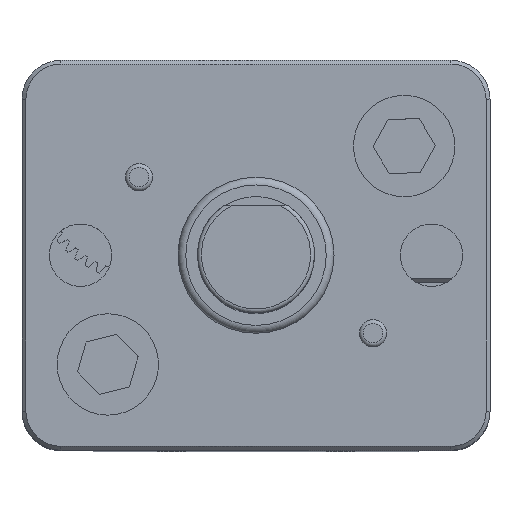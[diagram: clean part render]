
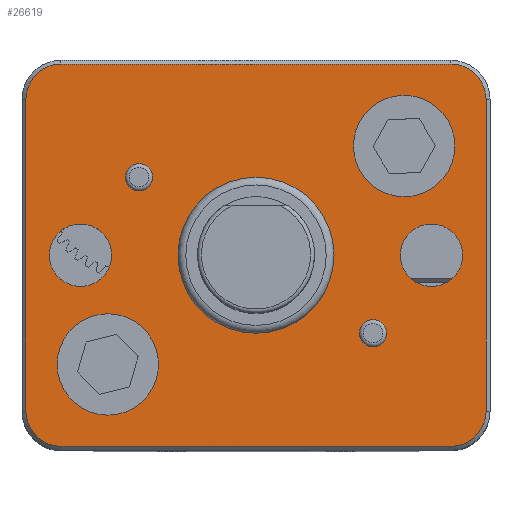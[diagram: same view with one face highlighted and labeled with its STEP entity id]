
A CAD part, top view. The second image highlights one B-rep face of the part: STEP entity #26619.
In plain terms, the highlighted planar face has unit normal (0, 0, 1).
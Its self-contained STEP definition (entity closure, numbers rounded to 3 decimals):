
#274=FACE_BOUND('',#5974,.T.);
#275=FACE_BOUND('',#5975,.T.);
#276=FACE_BOUND('',#5976,.T.);
#277=FACE_BOUND('',#5977,.T.);
#278=FACE_BOUND('',#5978,.T.);
#279=FACE_BOUND('',#5979,.T.);
#280=FACE_BOUND('',#5980,.T.);
#1823=CIRCLE('',#28552,0.9);
#1825=CIRCLE('',#28556,0.9);
#1826=CIRCLE('',#28559,0.9);
#1827=CIRCLE('',#28562,0.9);
#1828=CIRCLE('',#28567,1.3);
#1829=CIRCLE('',#28568,0.35);
#1830=CIRCLE('',#28569,0.35);
#1831=CIRCLE('',#28570,0.8);
#1832=CIRCLE('',#28571,0.8);
#1833=CIRCLE('',#28572,1.3);
#1834=CIRCLE('',#28573,2.);
#4449=FACE_OUTER_BOUND('',#5973,.T.);
#5973=EDGE_LOOP('',(#17981,#17982,#17983,#17984,#17985,#17986,#17987,#17988));
#5974=EDGE_LOOP('',(#17989));
#5975=EDGE_LOOP('',(#17990));
#5976=EDGE_LOOP('',(#17991));
#5977=EDGE_LOOP('',(#17992));
#5978=EDGE_LOOP('',(#17993));
#5979=EDGE_LOOP('',(#17994));
#5980=EDGE_LOOP('',(#17995));
#7558=LINE('',#42698,#9193);
#7562=LINE('',#42710,#9197);
#7566=LINE('',#42721,#9201);
#7570=LINE('',#42730,#9205);
#9193=VECTOR('',#32760,10.);
#9197=VECTOR('',#32772,10.);
#9201=VECTOR('',#32784,10.);
#9205=VECTOR('',#32794,10.);
#10832=VERTEX_POINT('',#42695);
#10833=VERTEX_POINT('',#42697);
#10835=VERTEX_POINT('',#42703);
#10837=VERTEX_POINT('',#42708);
#10839=VERTEX_POINT('',#42715);
#10840=VERTEX_POINT('',#42719);
#10841=VERTEX_POINT('',#42724);
#10842=VERTEX_POINT('',#42728);
#10843=VERTEX_POINT('',#42740);
#10844=VERTEX_POINT('',#42742);
#10845=VERTEX_POINT('',#42744);
#10846=VERTEX_POINT('',#42746);
#10847=VERTEX_POINT('',#42748);
#10848=VERTEX_POINT('',#42750);
#10849=VERTEX_POINT('',#42752);
#13658=EDGE_CURVE('',#10832,#10833,#7558,.T.);
#13662=EDGE_CURVE('',#10835,#10832,#1823,.T.);
#13664=EDGE_CURVE('',#10837,#10835,#7562,.T.);
#13668=EDGE_CURVE('',#10839,#10837,#1825,.T.);
#13670=EDGE_CURVE('',#10840,#10839,#7566,.T.);
#13673=EDGE_CURVE('',#10841,#10840,#1826,.T.);
#13675=EDGE_CURVE('',#10842,#10841,#7570,.T.);
#13676=EDGE_CURVE('',#10833,#10842,#1827,.T.);
#13680=EDGE_CURVE('',#10843,#10843,#1828,.T.);
#13681=EDGE_CURVE('',#10844,#10844,#1829,.T.);
#13682=EDGE_CURVE('',#10845,#10845,#1830,.T.);
#13683=EDGE_CURVE('',#10846,#10846,#1831,.T.);
#13684=EDGE_CURVE('',#10847,#10847,#1832,.T.);
#13685=EDGE_CURVE('',#10848,#10848,#1833,.T.);
#13686=EDGE_CURVE('',#10849,#10849,#1834,.T.);
#17981=ORIENTED_EDGE('',*,*,#13658,.F.);
#17982=ORIENTED_EDGE('',*,*,#13662,.F.);
#17983=ORIENTED_EDGE('',*,*,#13664,.F.);
#17984=ORIENTED_EDGE('',*,*,#13668,.F.);
#17985=ORIENTED_EDGE('',*,*,#13670,.F.);
#17986=ORIENTED_EDGE('',*,*,#13673,.F.);
#17987=ORIENTED_EDGE('',*,*,#13675,.F.);
#17988=ORIENTED_EDGE('',*,*,#13676,.F.);
#17989=ORIENTED_EDGE('',*,*,#13680,.F.);
#17990=ORIENTED_EDGE('',*,*,#13681,.T.);
#17991=ORIENTED_EDGE('',*,*,#13682,.T.);
#17992=ORIENTED_EDGE('',*,*,#13683,.T.);
#17993=ORIENTED_EDGE('',*,*,#13684,.T.);
#17994=ORIENTED_EDGE('',*,*,#13685,.F.);
#17995=ORIENTED_EDGE('',*,*,#13686,.T.);
#26400=PLANE('',#28566);
#26619=ADVANCED_FACE('',(#4449,#274,#275,#276,#277,#278,#279,#280),#26400,
 .T.);
#28552=AXIS2_PLACEMENT_3D('',#42705,#32767,#32768);
#28556=AXIS2_PLACEMENT_3D('',#42717,#32779,#32780);
#28559=AXIS2_PLACEMENT_3D('',#42726,#32789,#32790);
#28562=AXIS2_PLACEMENT_3D('',#42732,#32797,#32798);
#28566=AXIS2_PLACEMENT_3D('',#42739,#32808,#32809);
#28567=AXIS2_PLACEMENT_3D('',#42741,#32810,#32811);
#28568=AXIS2_PLACEMENT_3D('',#42743,#32812,#32813);
#28569=AXIS2_PLACEMENT_3D('',#42745,#32814,#32815);
#28570=AXIS2_PLACEMENT_3D('',#42747,#32816,#32817);
#28571=AXIS2_PLACEMENT_3D('',#42749,#32818,#32819);
#28572=AXIS2_PLACEMENT_3D('',#42751,#32820,#32821);
#28573=AXIS2_PLACEMENT_3D('',#42753,#32822,#32823);
#32760=DIRECTION('',(1.,0.,0.));
#32767=DIRECTION('center_axis',(0.,0.,-1.));
#32768=DIRECTION('ref_axis',(-0.707,0.707,0.));
#32772=DIRECTION('',(0.,1.,0.));
#32779=DIRECTION('center_axis',(0.,0.,-1.));
#32780=DIRECTION('ref_axis',(-0.707,-0.707,0.));
#32784=DIRECTION('',(-1.,0.,0.));
#32789=DIRECTION('center_axis',(0.,0.,-1.));
#32790=DIRECTION('ref_axis',(0.707,-0.707,0.));
#32794=DIRECTION('',(0.,-1.,0.));
#32797=DIRECTION('center_axis',(0.,0.,-1.));
#32798=DIRECTION('ref_axis',(0.707,0.707,0.));
#32808=DIRECTION('center_axis',(0.,0.,1.));
#32809=DIRECTION('ref_axis',(1.,0.,0.));
#32810=DIRECTION('center_axis',(0.,0.,1.));
#32811=DIRECTION('ref_axis',(-1.,0.,0.));
#32812=DIRECTION('center_axis',(0.,0.,-1.));
#32813=DIRECTION('ref_axis',(-1.,0.,0.));
#32814=DIRECTION('center_axis',(0.,0.,-1.));
#32815=DIRECTION('ref_axis',(-1.,0.,0.));
#32816=DIRECTION('center_axis',(0.,0.,-1.));
#32817=DIRECTION('ref_axis',(-1.,0.,0.));
#32818=DIRECTION('center_axis',(0.,0.,-1.));
#32819=DIRECTION('ref_axis',(-1.,0.,0.));
#32820=DIRECTION('center_axis',(0.,0.,1.));
#32821=DIRECTION('ref_axis',(-1.,0.,0.));
#32822=DIRECTION('center_axis',(0.,0.,-1.));
#32823=DIRECTION('ref_axis',(1.,0.,0.));
#42695=CARTESIAN_POINT('',(-5.,4.9,0.7));
#42697=CARTESIAN_POINT('',(5.,4.9,0.7));
#42698=CARTESIAN_POINT('',(3.,4.9,0.7));
#42703=CARTESIAN_POINT('',(-5.9,4.,0.7));
#42705=CARTESIAN_POINT('Origin',(-5.,4.,0.7));
#42708=CARTESIAN_POINT('',(-5.9,-4.,0.7));
#42710=CARTESIAN_POINT('',(-5.9,2.5,0.7));
#42715=CARTESIAN_POINT('',(-5.,-4.9,0.7));
#42717=CARTESIAN_POINT('Origin',(-5.,-4.,0.7));
#42719=CARTESIAN_POINT('',(5.,-4.9,0.7));
#42721=CARTESIAN_POINT('',(-3.,-4.9,0.7));
#42724=CARTESIAN_POINT('',(5.9,-4.,0.7));
#42726=CARTESIAN_POINT('Origin',(5.,-4.,0.7));
#42728=CARTESIAN_POINT('',(5.9,4.,0.7));
#42730=CARTESIAN_POINT('',(5.9,-2.5,0.7));
#42732=CARTESIAN_POINT('Origin',(5.,4.,0.7));
#42739=CARTESIAN_POINT('Origin',(0.,0.,0.7));
#42740=CARTESIAN_POINT('',(5.1,2.8,0.7));
#42741=CARTESIAN_POINT('Origin',(3.8,2.8,0.7));
#42742=CARTESIAN_POINT('',(3.35,-2.,0.7));
#42743=CARTESIAN_POINT('Origin',(3.,-2.,0.7));
#42744=CARTESIAN_POINT('',(-2.65,2.,0.7));
#42745=CARTESIAN_POINT('Origin',(-3.,2.,0.7));
#42746=CARTESIAN_POINT('',(5.3,0.,0.7));
#42747=CARTESIAN_POINT('Origin',(4.5,0.,
0.7));
#42748=CARTESIAN_POINT('',(-3.7,0.,0.7));
#42749=CARTESIAN_POINT('Origin',(-4.5,0.,0.7));
#42750=CARTESIAN_POINT('',(-2.5,-2.8,0.7));
#42751=CARTESIAN_POINT('Origin',(-3.8,-2.8,0.7));
#42752=CARTESIAN_POINT('',(-2.,0.,0.7));
#42753=CARTESIAN_POINT('Origin',(0.,0.,0.7));
